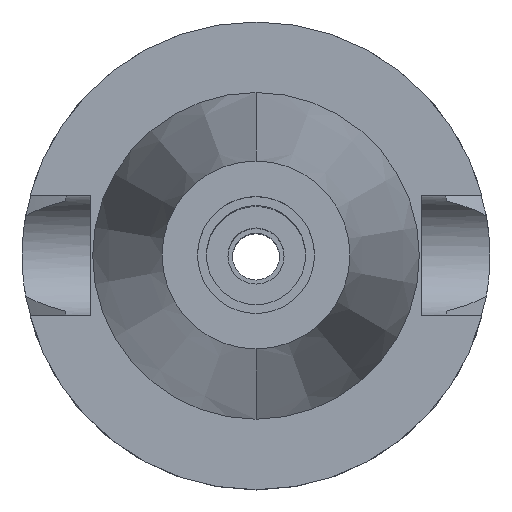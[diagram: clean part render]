
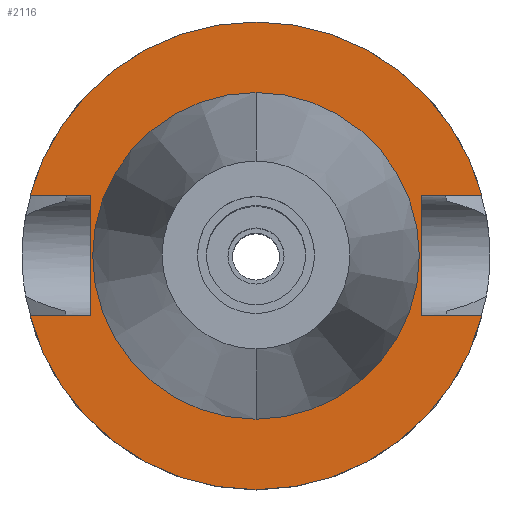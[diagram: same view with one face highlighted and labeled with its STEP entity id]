
A CAD part, top view. The second image highlights one B-rep face of the part: STEP entity #2116.
In plain terms, the highlighted planar face has unit normal (0, 0, 1).
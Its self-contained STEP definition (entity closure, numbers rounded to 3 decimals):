
#720=DIRECTION('',(1.,0.,0.));
#721=VECTOR('',#720,12.921);
#722=CARTESIAN_POINT('',(35.4,12.85,-1.5));
#723=LINE('',#722,#721);
#767=DIRECTION('',(0.,1.,0.));
#768=VECTOR('',#767,25.7);
#769=CARTESIAN_POINT('',(-35.4,-12.85,-1.5));
#770=LINE('',#769,#768);
#774=DIRECTION('',(-1.,0.,0.));
#775=VECTOR('',#774,12.921);
#776=CARTESIAN_POINT('',(-35.4,12.85,-1.5));
#777=LINE('',#776,#775);
#781=CARTESIAN_POINT('',(0.,0.,-1.5));
#782=DIRECTION('',(0.,0.,-1.));
#783=DIRECTION('',(-0.966,0.257,0.));
#784=AXIS2_PLACEMENT_3D('',#781,#782,#783);
#789=CARTESIAN_POINT('',(0.,0.,-1.5));
#790=DIRECTION('',(0.,0.,-1.));
#791=DIRECTION('',(0.,1.,0.));
#792=AXIS2_PLACEMENT_3D('',#789,#790,#791);
#797=DIRECTION('',(0.,-1.,0.));
#798=VECTOR('',#797,25.7);
#799=CARTESIAN_POINT('',(35.4,12.85,-1.5));
#800=LINE('',#799,#798);
#804=DIRECTION('',(1.,0.,0.));
#805=VECTOR('',#804,12.921);
#806=CARTESIAN_POINT('',(35.4,-12.85,-1.5));
#807=LINE('',#806,#805);
#811=CARTESIAN_POINT('',(0.,0.,-1.5));
#812=DIRECTION('',(0.,0.,-1.));
#813=DIRECTION('',(0.966,-0.257,0.));
#814=AXIS2_PLACEMENT_3D('',#811,#812,#813);
#819=CARTESIAN_POINT('',(0.,0.,-1.5));
#820=DIRECTION('',(0.,0.,-1.));
#821=DIRECTION('',(0.,-1.,0.));
#822=AXIS2_PLACEMENT_3D('',#819,#820,#821);
#827=CARTESIAN_POINT('',(0.,0.,-1.5));
#828=DIRECTION('',(0.,0.,1.));
#829=DIRECTION('',(0.,-1.,0.));
#830=AXIS2_PLACEMENT_3D('',#827,#828,#829);
#835=CARTESIAN_POINT('',(0.,0.,-1.5));
#836=DIRECTION('',(0.,0.,1.));
#837=DIRECTION('',(0.,1.,0.));
#838=AXIS2_PLACEMENT_3D('',#835,#836,#837);
#873=DIRECTION('',(-1.,0.,0.));
#874=VECTOR('',#873,12.921);
#875=CARTESIAN_POINT('',(-35.4,-12.85,-1.5));
#876=LINE('',#875,#874);
#1395=CARTESIAN_POINT('',(-35.4,-12.85,-1.5));
#1396=VERTEX_POINT('',#1395);
#1397=CARTESIAN_POINT('',(-48.321,-12.85,-1.5));
#1398=VERTEX_POINT('',#1397);
#1401=CARTESIAN_POINT('',(-35.4,12.85,-1.5));
#1402=VERTEX_POINT('',#1401);
#1403=CARTESIAN_POINT('',(-48.321,12.85,-1.5));
#1404=VERTEX_POINT('',#1403);
#1405=CARTESIAN_POINT('',(0.,50.,-1.5));
#1406=CARTESIAN_POINT('',(48.321,12.85,-1.5));
#1407=VERTEX_POINT('',#1405);
#1408=VERTEX_POINT('',#1406);
#1409=CARTESIAN_POINT('',(35.4,12.85,-1.5));
#1410=VERTEX_POINT('',#1409);
#1411=CARTESIAN_POINT('',(35.4,-12.85,-1.5));
#1412=VERTEX_POINT('',#1411);
#1413=CARTESIAN_POINT('',(48.321,-12.85,-1.5));
#1414=VERTEX_POINT('',#1413);
#1415=CARTESIAN_POINT('',(0.,-50.,-1.5));
#1416=VERTEX_POINT('',#1415);
#1417=CARTESIAN_POINT('',(0.,-34.925,-1.5));
#1418=CARTESIAN_POINT('',(0.,34.925,-1.5));
#1419=VERTEX_POINT('',#1417);
#1420=VERTEX_POINT('',#1418);
#2085=CARTESIAN_POINT('',(0.,0.,-1.5));
#2086=DIRECTION('',(0.,0.,-1.));
#2087=DIRECTION('',(0.,-1.,0.));
#2088=AXIS2_PLACEMENT_3D('',#2085,#2086,#2087);
#2089=PLANE('',#2088);
#2091=ORIENTED_EDGE('',*,*,#2090,.T.);
#2093=ORIENTED_EDGE('',*,*,#2092,.T.);
#2095=ORIENTED_EDGE('',*,*,#2094,.T.);
#2097=ORIENTED_EDGE('',*,*,#2096,.T.);
#2098=ORIENTED_EDGE('',*,*,#2061,.F.);
#2099=ORIENTED_EDGE('',*,*,#2075,.T.);
#2101=ORIENTED_EDGE('',*,*,#2100,.T.);
#2103=ORIENTED_EDGE('',*,*,#2102,.T.);
#2105=ORIENTED_EDGE('',*,*,#2104,.T.);
#2107=ORIENTED_EDGE('',*,*,#2106,.F.);
#2108=EDGE_LOOP('',(#2091,#2093,#2095,#2097,#2098,#2099,#2101,#2103,#2105,
#2107));
#2109=FACE_OUTER_BOUND('',#2108,.F.);
#2111=ORIENTED_EDGE('',*,*,#2110,.T.);
#2113=ORIENTED_EDGE('',*,*,#2112,.T.);
#2114=EDGE_LOOP('',(#2111,#2113));
#2115=FACE_BOUND('',#2114,.F.);
#785=CIRCLE('',#784,50.);
#793=CIRCLE('',#792,50.);
#815=CIRCLE('',#814,50.);
#823=CIRCLE('',#822,50.);
#831=CIRCLE('',#830,34.925);
#839=CIRCLE('',#838,34.925);
#2061=EDGE_CURVE('',#1410,#1408,#723,.T.);
#2075=EDGE_CURVE('',#1410,#1412,#800,.T.);
#2090=EDGE_CURVE('',#1396,#1402,#770,.T.);
#2092=EDGE_CURVE('',#1402,#1404,#777,.T.);
#2094=EDGE_CURVE('',#1404,#1407,#785,.T.);
#2096=EDGE_CURVE('',#1407,#1408,#793,.T.);
#2100=EDGE_CURVE('',#1412,#1414,#807,.T.);
#2102=EDGE_CURVE('',#1414,#1416,#815,.T.);
#2104=EDGE_CURVE('',#1416,#1398,#823,.T.);
#2106=EDGE_CURVE('',#1396,#1398,#876,.T.);
#2110=EDGE_CURVE('',#1419,#1420,#831,.T.);
#2112=EDGE_CURVE('',#1420,#1419,#839,.T.);
#2116=ADVANCED_FACE('',(#2109,#2115),#2089,.F.);
